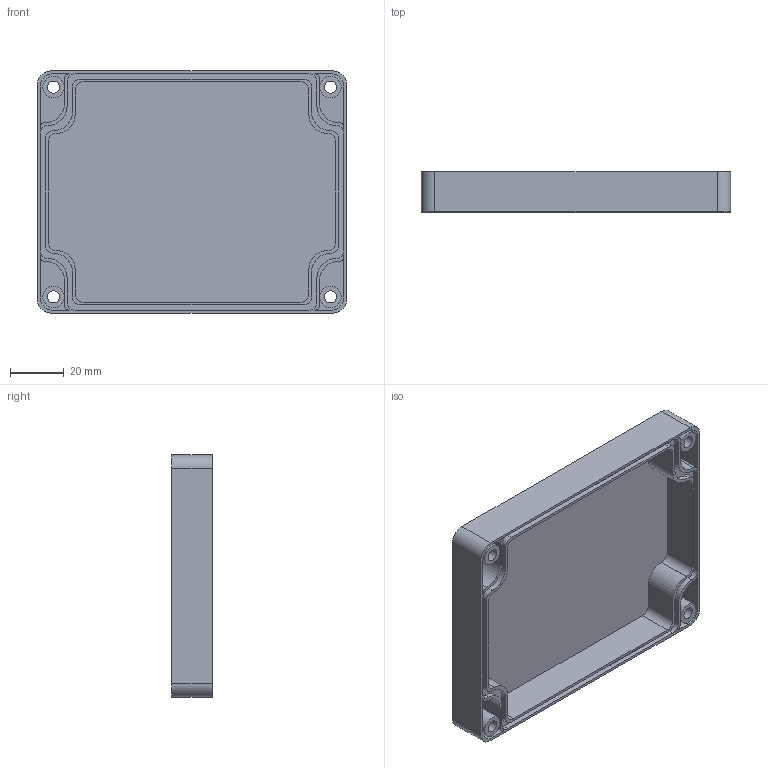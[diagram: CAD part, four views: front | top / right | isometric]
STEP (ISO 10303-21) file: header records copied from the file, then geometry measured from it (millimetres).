
FILE_DESCRIPTION(/* description */ (''),/* implementation_level */ '2;1');
FILE_NAME(/* name */ 'Box-Top.step',/* time_stamp */ '2024-07-12T08:57:28+07:00',/* author */ (''),/* organization */ (''),/* preprocessor_version */ 'ST-DEVELOPER v20',/* originating_system */ 'Autodesk Translation Framework v13.14.0.145',/* authorisation */ '');
FILE_SCHEMA (('AUTOMOTIVE_DESIGN { 1 0 10303 214 3 1 1 }'));
Length unit declared in the file: millimetre
Products named in the file (1): KW-55_cover
Bounding box: 115 x 15 x 90 mm (x, y, z)
Volume: 42593.9 mm3; surface area: 37669.2 mm2
Topology: 1 solids, 1 shells, 133 faces, 356 edges, 236 vertices
Faces by surface type: plane 65, cylinder 64, cone 4
Full cylindrical faces by diameter (mm): 4.5 x4, 8 x4
Entity records: 4246 total; most frequent: DIRECTION 756, CARTESIAN_POINT 726, ORIENTED_EDGE 712, EDGE_CURVE 356, AXIS2_PLACEMENT_3D 266, VERTEX_POINT 236, LINE 224, VECTOR 224
